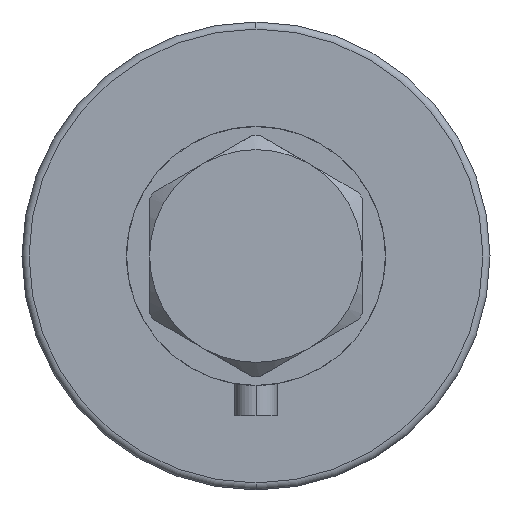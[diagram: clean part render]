
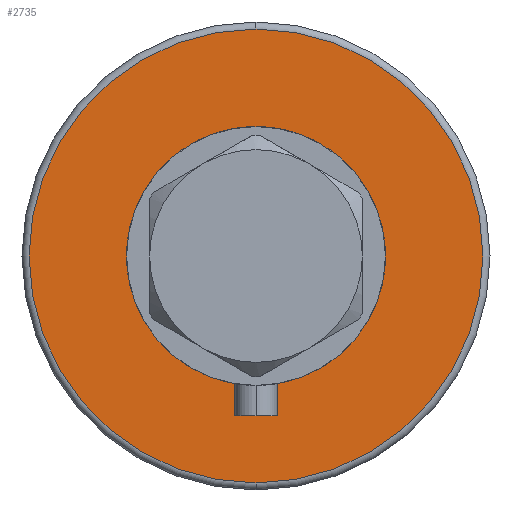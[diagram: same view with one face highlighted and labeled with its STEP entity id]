
A CAD part, left-side view. The second image highlights one B-rep face of the part: STEP entity #2735.
In plain terms, the highlighted face is planar.
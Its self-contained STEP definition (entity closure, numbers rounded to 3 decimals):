
#6 = EDGE_LOOP ( 'NONE', ( #2636, #2511 ) ) ;
#123 = CIRCLE ( 'NONE', #3494, 30. ) ;
#438 = CARTESIAN_POINT ( 'NONE',  ( 30., 0., 0. ) ) ;
#533 = DIRECTION ( 'NONE',  ( 1., 0., 0. ) ) ;
#588 = CARTESIAN_POINT ( 'NONE',  ( 0., 0., 0. ) ) ;
#722 = VERTEX_POINT ( 'NONE', #438 ) ;
#825 = PLANE ( 'NONE',  #3483 ) ;
#901 = CARTESIAN_POINT ( 'NONE',  ( 0., 0., 0. ) ) ;
#1000 = ORIENTED_EDGE ( 'NONE', *, *, #3632, .T. ) ;
#1331 = CARTESIAN_POINT ( 'NONE',  ( 0., 0., 0. ) ) ;
#1353 = EDGE_LOOP ( 'NONE', ( #1000, #3447 ) ) ;
#1527 = CIRCLE ( 'NONE', #2948, 30. ) ;
#1615 = CARTESIAN_POINT ( 'NONE',  ( -64., 0., 0. ) ) ;
#1627 = DIRECTION ( 'NONE',  ( 0., 0., 1. ) ) ;
#1645 = DIRECTION ( 'NONE',  ( 0., 0., 1. ) ) ;
#1672 = DIRECTION ( 'NONE',  ( 0., 0., -1. ) ) ;
#1876 = DIRECTION ( 'NONE',  ( 1., 0., 0. ) ) ;
#1980 = CARTESIAN_POINT ( 'NONE',  ( 0., 0., 0. ) ) ;
#2049 = CARTESIAN_POINT ( 'NONE',  ( 0., 0., 0. ) ) ;
#2071 = DIRECTION ( 'NONE',  ( 1., 0., 0. ) ) ;
#2105 = VERTEX_POINT ( 'NONE', #1615 ) ;
#2156 = VERTEX_POINT ( 'NONE', #4396 ) ;
#2395 = FACE_OUTER_BOUND ( 'NONE', #1353, .T. ) ;
#2501 = AXIS2_PLACEMENT_3D ( 'NONE', #1980, #3107, #533 ) ;
#2511 = ORIENTED_EDGE ( 'NONE', *, *, #3663, .T. ) ;
#2636 = ORIENTED_EDGE ( 'NONE', *, *, #4511, .T. ) ;
#2735 = ADVANCED_FACE ( 'NONE', ( #2395, #4199 ), #825, .F. ) ;
#2789 = AXIS2_PLACEMENT_3D ( 'NONE', #2049, #1672, #2071 ) ;
#2833 = DIRECTION ( 'NONE',  ( 1., 0., 0. ) ) ;
#2948 = AXIS2_PLACEMENT_3D ( 'NONE', #588, #1627, #2833 ) ;
#3107 = DIRECTION ( 'NONE',  ( 0., 0., -1. ) ) ;
#3290 = DIRECTION ( 'NONE',  ( 0., 0., 1. ) ) ;
#3447 = ORIENTED_EDGE ( 'NONE', *, *, #4454, .T. ) ;
#3483 = AXIS2_PLACEMENT_3D ( 'NONE', #901, #1645, #3560 ) ;
#3494 = AXIS2_PLACEMENT_3D ( 'NONE', #1331, #3290, #1876 ) ;
#3560 = DIRECTION ( 'NONE',  ( 1., 0., 0. ) ) ;
#3632 = EDGE_CURVE ( 'NONE', #2156, #2105, #4763, .T. ) ;
#3663 = EDGE_CURVE ( 'NONE', #3860, #722, #1527, .T. ) ;
#3806 = CIRCLE ( 'NONE', #2501, 64. ) ;
#3860 = VERTEX_POINT ( 'NONE', #4571 ) ;
#4199 = FACE_BOUND ( 'NONE', #6, .T. ) ;
#4396 = CARTESIAN_POINT ( 'NONE',  ( 64., 0., 0. ) ) ;
#4454 = EDGE_CURVE ( 'NONE', #2105, #2156, #3806, .T. ) ;
#4511 = EDGE_CURVE ( 'NONE', #722, #3860, #123, .T. ) ;
#4571 = CARTESIAN_POINT ( 'NONE',  ( -30., 0., 0. ) ) ;
#4763 = CIRCLE ( 'NONE', #2789, 64. ) ;
